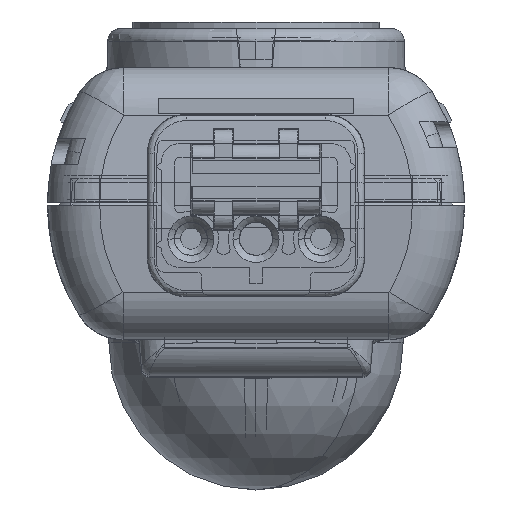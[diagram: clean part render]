
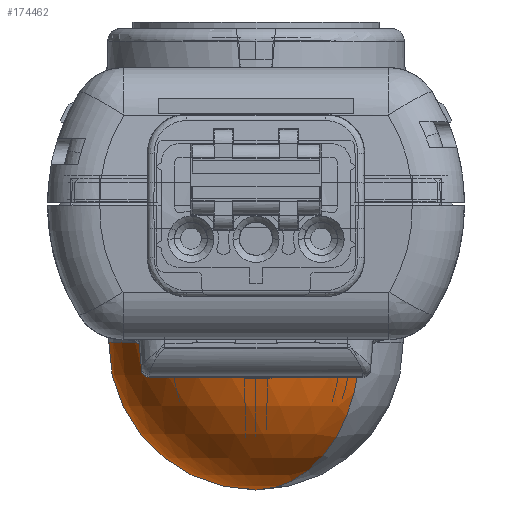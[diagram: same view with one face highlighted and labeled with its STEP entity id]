
A CAD part, left-side view. The second image highlights one B-rep face of the part: STEP entity #174462.
In plain terms, the highlighted spherical face has radius 11.35 mm.
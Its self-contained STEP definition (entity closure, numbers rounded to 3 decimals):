
#173744=CARTESIAN_POINT('',(0.,4.85,0.));
#173745=DIRECTION('',(0.,0.,-1.));
#173746=DIRECTION('',(-1.,0.,0.));
#173747=AXIS2_PLACEMENT_3D('',#173744,#173745,#173746);
#173760=CARTESIAN_POINT('',(0.,4.85,0.));
#173761=DIRECTION('',(0.,-1.,0.));
#173762=DIRECTION('',(-1.,0.,0.));
#173763=AXIS2_PLACEMENT_3D('',#173760,#173761,#173762);
#173768=CARTESIAN_POINT('',(0.,4.85,0.));
#173769=DIRECTION('',(0.,0.,1.));
#173770=DIRECTION('',(1.,0.,0.));
#173771=AXIS2_PLACEMENT_3D('',#173768,#173769,#173770);
#173955=CARTESIAN_POINT('',(-11.35,4.85,0.));
#173956=VERTEX_POINT('',#173955);
#173957=CARTESIAN_POINT('',(11.35,4.85,0.));
#173958=VERTEX_POINT('',#173957);
#173959=CARTESIAN_POINT('',(0.,16.2,0.));
#173960=VERTEX_POINT('',#173959);
#174452=CARTESIAN_POINT('',(0.,4.85,0.));
#174453=DIRECTION('',(0.,-1.,0.));
#174454=DIRECTION('',(-1.,0.,0.));
#174455=AXIS2_PLACEMENT_3D('',#174452,#174453,#174454);
#174456=SPHERICAL_SURFACE('',#174455,11.35);
#174457=ORIENTED_EDGE('',*,*,#174444,.F.);
#174458=ORIENTED_EDGE('',*,*,#174212,.T.);
#174459=ORIENTED_EDGE('',*,*,#174446,.T.);
#174460=EDGE_LOOP('',(#174457,#174458,#174459));
#174461=FACE_OUTER_BOUND('',#174460,.F.);
#173748=CIRCLE('',#173747,11.35);
#173764=CIRCLE('',#173763,11.35);
#173772=CIRCLE('',#173771,11.35);
#174212=EDGE_CURVE('',#173956,#173958,#173764,.T.);
#174444=EDGE_CURVE('',#173956,#173960,#173748,.T.);
#174446=EDGE_CURVE('',#173958,#173960,#173772,.T.);
#174462=ADVANCED_FACE('',(#174461),#174456,.T.);
